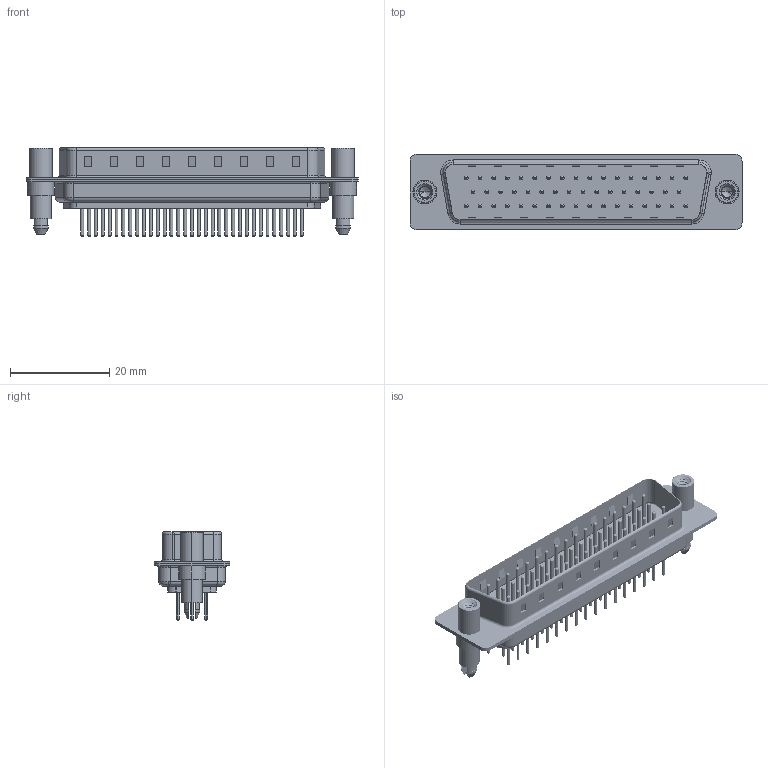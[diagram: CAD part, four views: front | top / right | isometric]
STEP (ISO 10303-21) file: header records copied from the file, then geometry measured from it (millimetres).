
FILE_DESCRIPTION (( 'STEP AP203' ), '1' );
FILE_NAME ('627-M50-220-GT6.STEP', '2020-07-17T16:16:42', ( '' ), ( '' ), 'SwSTEP 2.0', 'SolidWorks 2020', '' );
FILE_SCHEMA (( 'CONFIG_CONTROL_DESIGN' ));
Length unit declared in the file: millimetre
Products named in the file (8): 627M Contact Row 2_20; 627M Contact Row 1_20; 627M Housing_50 Contacts; 627M Shell Front_50 Contacts; 627M Contact Row 3_20; 627M 4-40 Threaded Standoff and Boardlock; 627-M50-220-GT6; 627M Shell Rear_50 Contacts
Assembly tree (55 placements, depth 2):
  627-M50-220-GT6
    627M Housing_50 Contacts
    627M Shell Front_50 Contacts
    627M Shell Rear_50 Contacts
    627M Contact Row 1_20  x17
    627M Contact Row 2_20  x16
    627M Contact Row 3_20  x17
    627M 4-40 Threaded Standoff and Boardlock  x2
Bounding box: 67 x 15.3 x 17.9 mm (x, y, z)
Volume: 4863.3 mm3; surface area: 11167.1 mm2
Topology: 55 solids, 55 shells, 2314 faces, 4885 edges, 2948 vertices
Faces by surface type: cylinder 869, torus 850, plane 571, cone 18, bspline 6
Entity records: 29639 total; most frequent: CARTESIAN_POINT 5625, DIRECTION 4993, ORIENTED_EDGE 4212, EDGE_CURVE 2106, AXIS2_PLACEMENT_3D 2004, VERTEX_POINT 1351, EDGE_LOOP 1163, CIRCLE 1057
